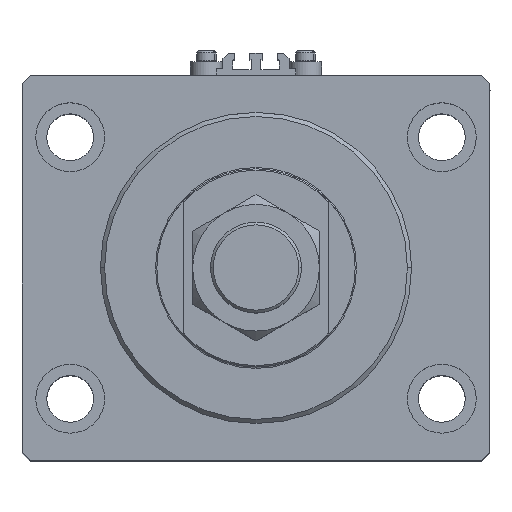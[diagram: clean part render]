
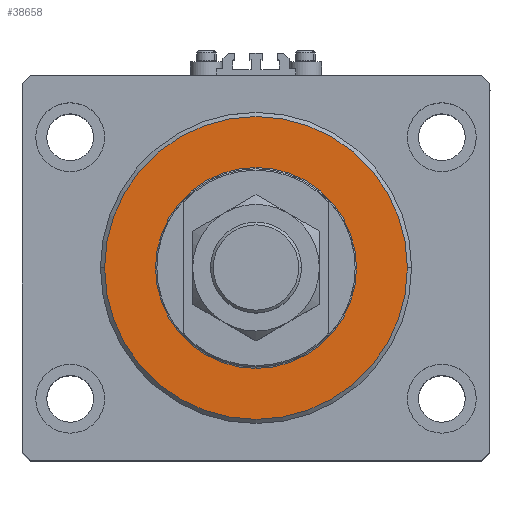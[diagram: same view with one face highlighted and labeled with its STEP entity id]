
A CAD part, top view. The second image highlights one B-rep face of the part: STEP entity #38658.
In plain terms, the highlighted face is planar.
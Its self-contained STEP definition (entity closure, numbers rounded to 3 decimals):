
#2080 = VERTEX_POINT ( 'NONE', #10129 ) ;
#3477 = AXIS2_PLACEMENT_3D ( 'NONE', #8887, #24357, #33897 ) ;
#4153 = DIRECTION ( 'NONE',  ( 0., 0., -1. ) ) ;
#4423 = PLANE ( 'NONE',  #14642 ) ;
#5289 = EDGE_CURVE ( 'NONE', #13063, #5797, #46937, .T. ) ;
#5797 = VERTEX_POINT ( 'NONE', #18368 ) ;
#6378 = ORIENTED_EDGE ( 'NONE', *, *, #5289, .T. ) ;
#7278 = CARTESIAN_POINT ( 'NONE',  ( 0., 0., 0. ) ) ;
#7964 = CARTESIAN_POINT ( 'NONE',  ( 0., 0., 0. ) ) ;
#8887 = CARTESIAN_POINT ( 'NONE',  ( 0., 0., 0. ) ) ;
#9686 = CARTESIAN_POINT ( 'NONE',  ( -36.5, 0., 0. ) ) ;
#10129 = CARTESIAN_POINT ( 'NONE',  ( 55., 0., 0. ) ) ;
#10744 = ORIENTED_EDGE ( 'NONE', *, *, #48245, .T. ) ;
#11588 = AXIS2_PLACEMENT_3D ( 'NONE', #7964, #4153, #28227 ) ;
#11790 = CARTESIAN_POINT ( 'NONE',  ( 0., 0., 0. ) ) ;
#12495 = VERTEX_POINT ( 'NONE', #43272 ) ;
#13063 = VERTEX_POINT ( 'NONE', #9686 ) ;
#14642 = AXIS2_PLACEMENT_3D ( 'NONE', #11790, #34369, #27259 ) ;
#15603 = FACE_BOUND ( 'NONE', #24483, .T. ) ;
#18034 = CIRCLE ( 'NONE', #3477, 55. ) ;
#18368 = CARTESIAN_POINT ( 'NONE',  ( 36.5, 0., 0. ) ) ;
#19995 = AXIS2_PLACEMENT_3D ( 'NONE', #7278, #23489, #38944 ) ;
#20811 = EDGE_LOOP ( 'NONE', ( #10744, #49398 ) ) ;
#23209 = FACE_OUTER_BOUND ( 'NONE', #20811, .T. ) ;
#23489 = DIRECTION ( 'NONE',  ( 0., 0., 1. ) ) ;
#23909 = DIRECTION ( 'NONE',  ( 0., 0., 1. ) ) ;
#24357 = DIRECTION ( 'NONE',  ( 0., 0., -1. ) ) ;
#24483 = EDGE_LOOP ( 'NONE', ( #39246, #6378 ) ) ;
#25107 = AXIS2_PLACEMENT_3D ( 'NONE', #46449, #23909, #27456 ) ;
#27259 = DIRECTION ( 'NONE',  ( 1., 0., 0. ) ) ;
#27456 = DIRECTION ( 'NONE',  ( 1., 0., 0. ) ) ;
#28227 = DIRECTION ( 'NONE',  ( 1., 0., 0. ) ) ;
#30250 = EDGE_CURVE ( 'NONE', #5797, #13063, #37841, .T. ) ;
#33897 = DIRECTION ( 'NONE',  ( 1., 0., 0. ) ) ;
#34369 = DIRECTION ( 'NONE',  ( 0., 0., 1. ) ) ;
#37841 = CIRCLE ( 'NONE', #19995, 36.5 ) ;
#38658 = ADVANCED_FACE ( 'NONE', ( #15603, #23209 ), #4423, .F. ) ;
#38944 = DIRECTION ( 'NONE',  ( 1., 0., 0. ) ) ;
#39246 = ORIENTED_EDGE ( 'NONE', *, *, #30250, .T. ) ;
#43272 = CARTESIAN_POINT ( 'NONE',  ( -55., 0., 0. ) ) ;
#46449 = CARTESIAN_POINT ( 'NONE',  ( 0., 0., 0. ) ) ;
#46793 = EDGE_CURVE ( 'NONE', #12495, #2080, #18034, .T. ) ;
#46937 = CIRCLE ( 'NONE', #25107, 36.5 ) ;
#47991 = CIRCLE ( 'NONE', #11588, 55. ) ;
#48245 = EDGE_CURVE ( 'NONE', #2080, #12495, #47991, .T. ) ;
#49398 = ORIENTED_EDGE ( 'NONE', *, *, #46793, .T. ) ;
